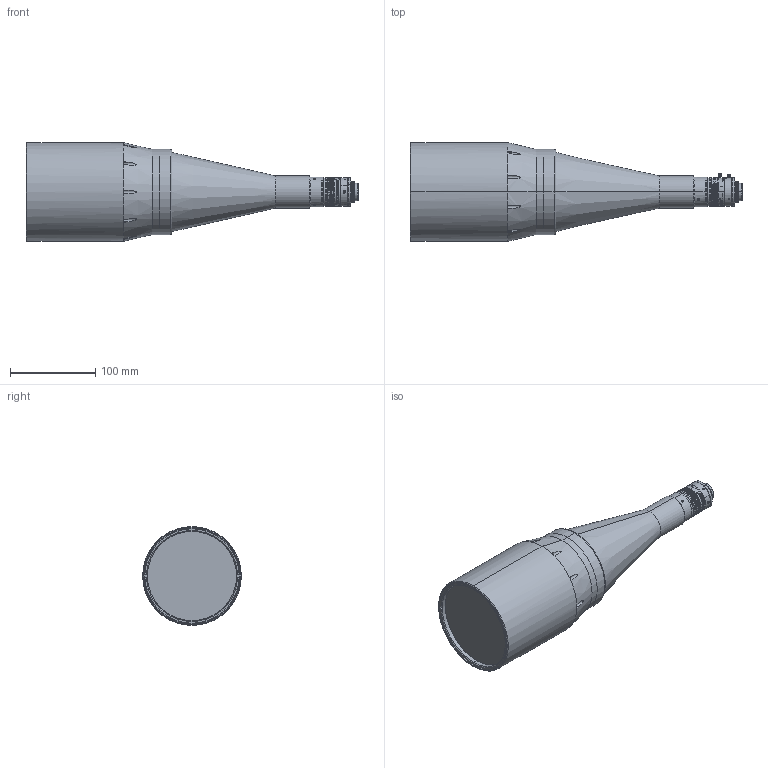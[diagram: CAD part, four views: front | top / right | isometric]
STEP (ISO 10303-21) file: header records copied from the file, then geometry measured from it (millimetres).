
FILE_DESCRIPTION (( 'STEP AP203' ), '1' );
FILE_NAME ('DP20951-B_PC12030XS.step', '2022-01-24T14:05:27', ( '' ), ( '' ), 'SwSTEP 2.0', 'SolidWorks 2021', '' );
FILE_SCHEMA (( 'CONFIG_CONTROL_DESIGN' ));
Length unit declared in the file: millimetre
Products named in the file (1): DP20951-B_PC12030XS
Bounding box: 390.26 x 116 x 116 mm (x, y, z)
Surface area: 123053 mm2 (no closed solid volume)
Topology: 0 solids, 59 shells, 609 faces, 2671 edges, 2089 vertices
Faces by surface type: plane 242, cylinder 200, cone 144, bspline 21, torus 2
Entity records: 33727 total; most frequent: CARTESIAN_POINT 13765, ORIENTED_EDGE 3762, DIRECTION 3712, EDGE_CURVE 2671, VERTEX_POINT 2089, AXIS2_PLACEMENT_3D 1411, B_SPLINE_CURVE_WITH_KNOTS 927, LINE 890
